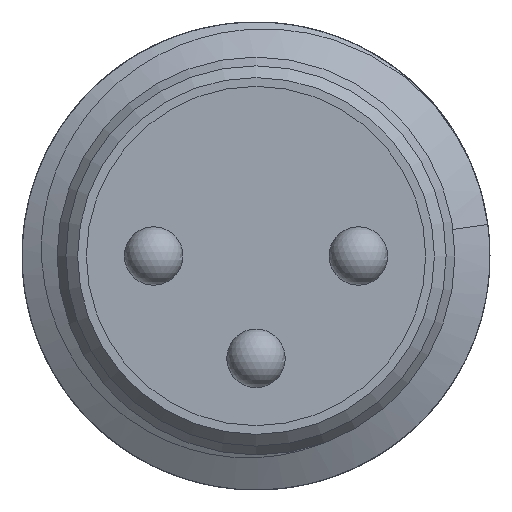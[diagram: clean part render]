
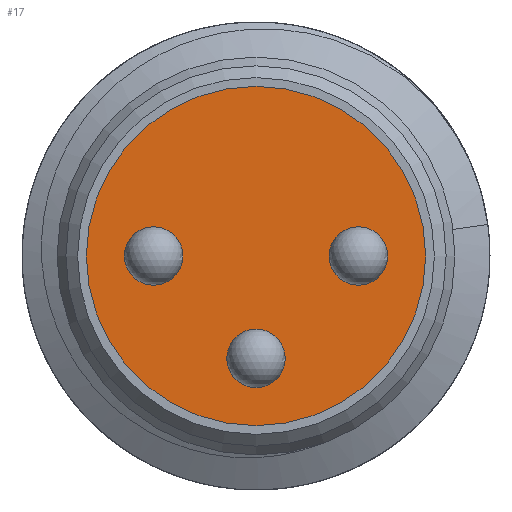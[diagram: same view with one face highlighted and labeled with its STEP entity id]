
A CAD part, left-side view. The second image highlights one B-rep face of the part: STEP entity #17.
In plain terms, the highlighted planar face has unit normal (-1, 0, 0).
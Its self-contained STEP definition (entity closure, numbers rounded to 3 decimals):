
#17 = ADVANCED_FACE('',(#18,#54,#85,#120),#31,.T.);
#18 = FACE_BOUND('',#19,.T.);
#19 = EDGE_LOOP('',(#20));
#20 = ORIENTED_EDGE('',*,*,#21,.F.);
#21 = EDGE_CURVE('',#22,#22,#24,.T.);
#22 = VERTEX_POINT('',#23);
#23 = CARTESIAN_POINT('',(132.001,105.5,-1.75));
#24 = SURFACE_CURVE('',#25,(#30,#42),.PCURVE_S1.);
#25 = CIRCLE('',#26,0.5);
#26 = AXIS2_PLACEMENT_3D('',#27,#28,#29);
#27 = CARTESIAN_POINT('',(132.001,105.,-1.75));
#28 = DIRECTION('',(-1.,0.,0.));
#29 = DIRECTION('',(0.,1.,0.));
#30 = PCURVE('',#31,#36);
#31 = PLANE('',#32);
#32 = AXIS2_PLACEMENT_3D('',#33,#34,#35);
#33 = CARTESIAN_POINT('',(132.001,105.,0.));
#34 = DIRECTION('',(-1.,0.,0.));
#35 = DIRECTION('',(0.,-1.,0.));
#36 = DEFINITIONAL_REPRESENTATION('',(#37),#41);
#37 = CIRCLE('',#38,0.5);
#38 = AXIS2_PLACEMENT_2D('',#39,#40);
#39 = CARTESIAN_POINT('',(0.,-1.75));
#40 = DIRECTION('',(-1.,0.));
#41 = ( GEOMETRIC_REPRESENTATION_CONTEXT(2) 
PARAMETRIC_REPRESENTATION_CONTEXT() REPRESENTATION_CONTEXT('2D SPACE',''
  ) );
#42 = PCURVE('',#43,#48);
#43 = CYLINDRICAL_SURFACE('',#44,0.5);
#44 = AXIS2_PLACEMENT_3D('',#45,#46,#47);
#45 = CARTESIAN_POINT('',(126.501,105.,-1.75));
#46 = DIRECTION('',(1.,0.,0.));
#47 = DIRECTION('',(0.,1.,0.));
#48 = DEFINITIONAL_REPRESENTATION('',(#49),#53);
#49 = LINE('',#50,#51);
#50 = CARTESIAN_POINT('',(6.283,5.5));
#51 = VECTOR('',#52,1.);
#52 = DIRECTION('',(-1.,0.));
#53 = ( GEOMETRIC_REPRESENTATION_CONTEXT(2) 
PARAMETRIC_REPRESENTATION_CONTEXT() REPRESENTATION_CONTEXT('2D SPACE',''
  ) );
#54 = FACE_BOUND('',#55,.T.);
#55 = EDGE_LOOP('',(#56));
#56 = ORIENTED_EDGE('',*,*,#57,.F.);
#57 = EDGE_CURVE('',#58,#58,#60,.T.);
#58 = VERTEX_POINT('',#59);
#59 = CARTESIAN_POINT('',(132.001,103.75,
    0.));
#60 = SURFACE_CURVE('',#61,(#66,#73),.PCURVE_S1.);
#61 = CIRCLE('',#62,0.5);
#62 = AXIS2_PLACEMENT_3D('',#63,#64,#65);
#63 = CARTESIAN_POINT('',(132.001,103.25,0.));
#64 = DIRECTION('',(-1.,0.,0.));
#65 = DIRECTION('',(0.,1.,0.));
#66 = PCURVE('',#31,#67);
#67 = DEFINITIONAL_REPRESENTATION('',(#68),#72);
#68 = CIRCLE('',#69,0.5);
#69 = AXIS2_PLACEMENT_2D('',#70,#71);
#70 = CARTESIAN_POINT('',(1.75,0.));
#71 = DIRECTION('',(-1.,0.));
#72 = ( GEOMETRIC_REPRESENTATION_CONTEXT(2) 
PARAMETRIC_REPRESENTATION_CONTEXT() REPRESENTATION_CONTEXT('2D SPACE',''
  ) );
#73 = PCURVE('',#74,#79);
#74 = CYLINDRICAL_SURFACE('',#75,0.5);
#75 = AXIS2_PLACEMENT_3D('',#76,#77,#78);
#76 = CARTESIAN_POINT('',(126.501,103.25,0.));
#77 = DIRECTION('',(1.,0.,0.));
#78 = DIRECTION('',(0.,1.,0.));
#79 = DEFINITIONAL_REPRESENTATION('',(#80),#84);
#80 = LINE('',#81,#82);
#81 = CARTESIAN_POINT('',(6.283,5.5));
#82 = VECTOR('',#83,1.);
#83 = DIRECTION('',(-1.,0.));
#84 = ( GEOMETRIC_REPRESENTATION_CONTEXT(2) 
PARAMETRIC_REPRESENTATION_CONTEXT() REPRESENTATION_CONTEXT('2D SPACE',''
  ) );
#85 = FACE_BOUND('',#86,.T.);
#86 = EDGE_LOOP('',(#87));
#87 = ORIENTED_EDGE('',*,*,#88,.F.);
#88 = EDGE_CURVE('',#89,#89,#91,.T.);
#89 = VERTEX_POINT('',#90);
#90 = CARTESIAN_POINT('',(132.001,107.9,
    0.));
#91 = SURFACE_CURVE('',#92,(#97,#108),.PCURVE_S1.);
#92 = CIRCLE('',#93,2.9);
#93 = AXIS2_PLACEMENT_3D('',#94,#95,#96);
#94 = CARTESIAN_POINT('',(132.001,105.,0.));
#95 = DIRECTION('',(1.,0.,0.));
#96 = DIRECTION('',(0.,1.,0.));
#97 = PCURVE('',#31,#98);
#98 = DEFINITIONAL_REPRESENTATION('',(#99),#107);
#99 = ( BOUNDED_CURVE() B_SPLINE_CURVE(2,(#100,#101,#102,#103,#104,#105,
#106),.UNSPECIFIED.,.T.,.F.) B_SPLINE_CURVE_WITH_KNOTS((1,2,2,2,2,1),(
    -2.094,0.,2.094,4.189,6.283,
8.378),.UNSPECIFIED.) CURVE() GEOMETRIC_REPRESENTATION_ITEM() 
RATIONAL_B_SPLINE_CURVE((1.,0.5,1.,0.5,1.,0.5,1.)) REPRESENTATION_ITEM(
  '') );
#100 = CARTESIAN_POINT('',(-2.9,0.));
#101 = CARTESIAN_POINT('',(-2.9,5.023));
#102 = CARTESIAN_POINT('',(1.45,2.511));
#103 = CARTESIAN_POINT('',(5.8,0.));
#104 = CARTESIAN_POINT('',(1.45,-2.511));
#105 = CARTESIAN_POINT('',(-2.9,-5.023));
#106 = CARTESIAN_POINT('',(-2.9,0.));
#107 = ( GEOMETRIC_REPRESENTATION_CONTEXT(2) 
PARAMETRIC_REPRESENTATION_CONTEXT() REPRESENTATION_CONTEXT('2D SPACE',''
  ) );
#108 = PCURVE('',#109,#114);
#109 = CYLINDRICAL_SURFACE('',#110,2.9);
#110 = AXIS2_PLACEMENT_3D('',#111,#112,#113);
#111 = CARTESIAN_POINT('',(132.001,105.,0.));
#112 = DIRECTION('',(-1.,0.,0.));
#113 = DIRECTION('',(0.,-1.,0.));
#114 = DEFINITIONAL_REPRESENTATION('',(#115),#119);
#115 = LINE('',#116,#117);
#116 = CARTESIAN_POINT('',(9.425,0.));
#117 = VECTOR('',#118,1.);
#118 = DIRECTION('',(-1.,0.));
#119 = ( GEOMETRIC_REPRESENTATION_CONTEXT(2) 
PARAMETRIC_REPRESENTATION_CONTEXT() REPRESENTATION_CONTEXT('2D SPACE',''
  ) );
#120 = FACE_BOUND('',#121,.T.);
#121 = EDGE_LOOP('',(#122,#157));
#122 = ORIENTED_EDGE('',*,*,#123,.T.);
#123 = EDGE_CURVE('',#124,#126,#128,.T.);
#124 = VERTEX_POINT('',#125);
#125 = CARTESIAN_POINT('',(132.001,106.25,
    0.));
#126 = VERTEX_POINT('',#127);
#127 = CARTESIAN_POINT('',(132.001,107.25,
    0.));
#128 = SURFACE_CURVE('',#129,(#134,#145),.PCURVE_S1.);
#129 = CIRCLE('',#130,0.5);
#130 = AXIS2_PLACEMENT_3D('',#131,#132,#133);
#131 = CARTESIAN_POINT('',(132.001,106.75,
    0.));
#132 = DIRECTION('',(1.,0.,0.));
#133 = DIRECTION('',(0.,-1.,0.));
#134 = PCURVE('',#31,#135);
#135 = DEFINITIONAL_REPRESENTATION('',(#136),#144);
#136 = ( BOUNDED_CURVE() B_SPLINE_CURVE(2,(#137,#138,#139,#140,#141,#142
,#143),.UNSPECIFIED.,.T.,.F.) B_SPLINE_CURVE_WITH_KNOTS((1,2,2,2,2,1),(
    -2.094,0.,2.094,4.189,6.283,
8.378),.UNSPECIFIED.) CURVE() GEOMETRIC_REPRESENTATION_ITEM() 
RATIONAL_B_SPLINE_CURVE((1.,0.5,1.,0.5,1.,0.5,1.)) REPRESENTATION_ITEM(
  '') );
#137 = CARTESIAN_POINT('',(-1.25,0.));
#138 = CARTESIAN_POINT('',(-1.25,-0.866));
#139 = CARTESIAN_POINT('',(-2.,-0.433));
#140 = CARTESIAN_POINT('',(-2.75,0.));
#141 = CARTESIAN_POINT('',(-2.,0.433));
#142 = CARTESIAN_POINT('',(-1.25,0.866));
#143 = CARTESIAN_POINT('',(-1.25,0.));
#144 = ( GEOMETRIC_REPRESENTATION_CONTEXT(2) 
PARAMETRIC_REPRESENTATION_CONTEXT() REPRESENTATION_CONTEXT('2D SPACE',''
  ) );
#145 = PCURVE('',#146,#151);
#146 = CYLINDRICAL_SURFACE('',#147,0.5);
#147 = AXIS2_PLACEMENT_3D('',#148,#149,#150);
#148 = CARTESIAN_POINT('',(126.501,106.75,
    0.));
#149 = DIRECTION('',(1.,0.,0.));
#150 = DIRECTION('',(0.,1.,0.));
#151 = DEFINITIONAL_REPRESENTATION('',(#152),#156);
#152 = LINE('',#153,#154);
#153 = CARTESIAN_POINT('',(3.142,5.5));
#154 = VECTOR('',#155,1.);
#155 = DIRECTION('',(1.,0.));
#156 = ( GEOMETRIC_REPRESENTATION_CONTEXT(2) 
PARAMETRIC_REPRESENTATION_CONTEXT() REPRESENTATION_CONTEXT('2D SPACE',''
  ) );
#157 = ORIENTED_EDGE('',*,*,#158,.T.);
#158 = EDGE_CURVE('',#126,#124,#159,.T.);
#159 = SURFACE_CURVE('',#160,(#165,#176),.PCURVE_S1.);
#160 = CIRCLE('',#161,0.5);
#161 = AXIS2_PLACEMENT_3D('',#162,#163,#164);
#162 = CARTESIAN_POINT('',(132.001,106.75,
    0.));
#163 = DIRECTION('',(1.,0.,0.));
#164 = DIRECTION('',(0.,-1.,0.));
#165 = PCURVE('',#31,#166);
#166 = DEFINITIONAL_REPRESENTATION('',(#167),#175);
#167 = ( BOUNDED_CURVE() B_SPLINE_CURVE(2,(#168,#169,#170,#171,#172,#173
,#174),.UNSPECIFIED.,.T.,.F.) B_SPLINE_CURVE_WITH_KNOTS((1,2,2,2,2,1),(
    -2.094,0.,2.094,4.189,6.283,
8.378),.UNSPECIFIED.) CURVE() GEOMETRIC_REPRESENTATION_ITEM() 
RATIONAL_B_SPLINE_CURVE((1.,0.5,1.,0.5,1.,0.5,1.)) REPRESENTATION_ITEM(
  '') );
#168 = CARTESIAN_POINT('',(-1.25,0.));
#169 = CARTESIAN_POINT('',(-1.25,-0.866));
#170 = CARTESIAN_POINT('',(-2.,-0.433));
#171 = CARTESIAN_POINT('',(-2.75,0.));
#172 = CARTESIAN_POINT('',(-2.,0.433));
#173 = CARTESIAN_POINT('',(-1.25,0.866));
#174 = CARTESIAN_POINT('',(-1.25,0.));
#175 = ( GEOMETRIC_REPRESENTATION_CONTEXT(2) 
PARAMETRIC_REPRESENTATION_CONTEXT() REPRESENTATION_CONTEXT('2D SPACE',''
  ) );
#176 = PCURVE('',#146,#177);
#177 = DEFINITIONAL_REPRESENTATION('',(#178),#182);
#178 = LINE('',#179,#180);
#179 = CARTESIAN_POINT('',(-3.142,5.5));
#180 = VECTOR('',#181,1.);
#181 = DIRECTION('',(1.,0.));
#182 = ( GEOMETRIC_REPRESENTATION_CONTEXT(2) 
PARAMETRIC_REPRESENTATION_CONTEXT() REPRESENTATION_CONTEXT('2D SPACE',''
  ) );
